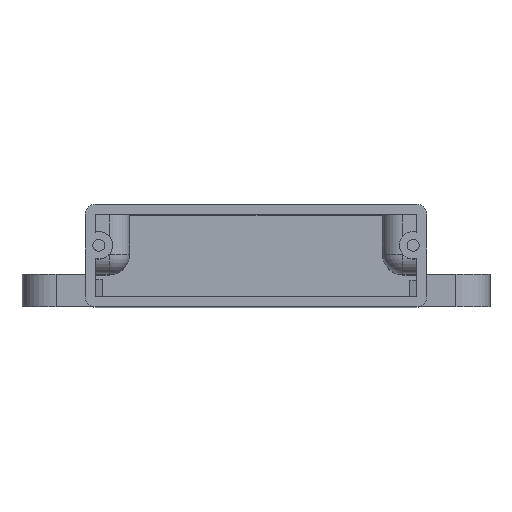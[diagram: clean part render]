
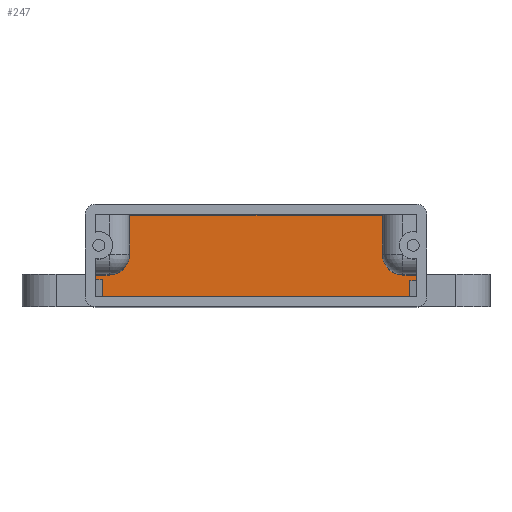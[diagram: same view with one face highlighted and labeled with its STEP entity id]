
A CAD part, top view. The second image highlights one B-rep face of the part: STEP entity #247.
In plain terms, the highlighted planar face has unit normal (0, 0, 1).
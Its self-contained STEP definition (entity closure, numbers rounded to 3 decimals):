
#16 = CARTESIAN_POINT ( 'NONE',  ( -3., 7.7, -117. ) ) ;
#34 = EDGE_CURVE ( 'NONE', #2574, #2197, #1095, .T. ) ;
#60 = CARTESIAN_POINT ( 'NONE',  ( -5., 3., -117. ) ) ;
#126 = CARTESIAN_POINT ( 'NONE',  ( -3., 7.7, -117. ) ) ;
#190 = VERTEX_POINT ( 'NONE', #3316 ) ;
#199 = EDGE_CURVE ( 'NONE', #1588, #3056, #2050, .T. ) ;
#219 = VECTOR ( 'NONE', #839, 1000. ) ;
#247 = ADVANCED_FACE ( 'NONE', ( #2417 ), #2016, .T. ) ;
#262 = DIRECTION ( 'NONE',  ( 0., 1., 0. ) ) ;
#295 = LINE ( 'NONE', #2905, #219 ) ;
#372 = EDGE_CURVE ( 'NONE', #1588, #3171, #1540, .T. ) ;
#379 = DIRECTION ( 'NONE',  ( -1., 0., 0. ) ) ;
#404 = CARTESIAN_POINT ( 'NONE',  ( -5., 7.7, -117. ) ) ;
#411 = DIRECTION ( 'NONE',  ( 0., 0., -1. ) ) ;
#472 = EDGE_CURVE ( 'NONE', #3056, #2782, #3201, .T. ) ;
#521 = CARTESIAN_POINT ( 'NONE',  ( -95., 8., -117. ) ) ;
#629 = VERTEX_POINT ( 'NONE', #2351 ) ;
#647 = VECTOR ( 'NONE', #2818, 1000. ) ;
#685 = EDGE_CURVE ( 'NONE', #2782, #2869, #2415, .T. ) ;
#694 = AXIS2_PLACEMENT_3D ( 'NONE', #1743, #2773, #961 ) ;
#725 = CARTESIAN_POINT ( 'NONE',  ( -3., 9.5, -117. ) ) ;
#772 = ORIENTED_EDGE ( 'NONE', *, *, #199, .F. ) ;
#796 = CIRCLE ( 'NONE', #1163, 6. ) ;
#832 = VERTEX_POINT ( 'NONE', #2927 ) ;
#839 = DIRECTION ( 'NONE',  ( 0., -1., 0. ) ) ;
#850 = VERTEX_POINT ( 'NONE', #1886 ) ;
#961 = DIRECTION ( 'NONE',  ( 1., 0., 0. ) ) ;
#968 = EDGE_LOOP ( 'NONE', ( #2799, #2989, #1527, #772, #2039, #1246, #2092, #1665, #1782, #1080, #3109, #1175, #2932, #2468 ) ) ;
#1041 = EDGE_CURVE ( 'NONE', #629, #1281, #2031, .T. ) ;
#1080 = ORIENTED_EDGE ( 'NONE', *, *, #1041, .T. ) ;
#1095 = LINE ( 'NONE', #2328, #2404 ) ;
#1139 = EDGE_CURVE ( 'NONE', #3136, #190, #1688, .T. ) ;
#1145 = EDGE_CURVE ( 'NONE', #850, #3171, #295, .T. ) ;
#1163 = AXIS2_PLACEMENT_3D ( 'NONE', #1174, #2993, #1439 ) ;
#1174 = CARTESIAN_POINT ( 'NONE',  ( -93., 15.5, -117. ) ) ;
#1175 = ORIENTED_EDGE ( 'NONE', *, *, #34, .F. ) ;
#1190 = VECTOR ( 'NONE', #262, 1000. ) ;
#1227 = CARTESIAN_POINT ( 'NONE',  ( -5., 3., -117. ) ) ;
#1246 = ORIENTED_EDGE ( 'NONE', *, *, #1145, .F. ) ;
#1250 = EDGE_CURVE ( 'NONE', #2869, #2435, #1984, .T. ) ;
#1262 = CARTESIAN_POINT ( 'NONE',  ( -97., 9.5, -117. ) ) ;
#1281 = VERTEX_POINT ( 'NONE', #1262 ) ;
#1314 = EDGE_CURVE ( 'NONE', #832, #2574, #1727, .T. ) ;
#1439 = DIRECTION ( 'NONE',  ( 1., 0., 0. ) ) ;
#1481 = CARTESIAN_POINT ( 'NONE',  ( -3., 30., -117. ) ) ;
#1527 = ORIENTED_EDGE ( 'NONE', *, *, #472, .F. ) ;
#1540 = CIRCLE ( 'NONE', #2615, 6. ) ;
#1588 = VERTEX_POINT ( 'NONE', #1774 ) ;
#1606 = VECTOR ( 'NONE', #1612, 1000. ) ;
#1612 = DIRECTION ( 'NONE',  ( 0., -1., 0. ) ) ;
#1621 = CARTESIAN_POINT ( 'NONE',  ( -87., 0., -117. ) ) ;
#1631 = DIRECTION ( 'NONE',  ( 0., -1., 0. ) ) ;
#1665 = ORIENTED_EDGE ( 'NONE', *, *, #1139, .T. ) ;
#1667 = CARTESIAN_POINT ( 'NONE',  ( 0., 9.5, -117. ) ) ;
#1688 = LINE ( 'NONE', #1621, #1606 ) ;
#1702 = VECTOR ( 'NONE', #2380, 1000. ) ;
#1727 = LINE ( 'NONE', #2055, #1190 ) ;
#1743 = CARTESIAN_POINT ( 'NONE',  ( 0., 30., -117. ) ) ;
#1774 = CARTESIAN_POINT ( 'NONE',  ( -7., 9.5, -117. ) ) ;
#1782 = ORIENTED_EDGE ( 'NONE', *, *, #2814, .F. ) ;
#1886 = CARTESIAN_POINT ( 'NONE',  ( -13., 27., -117. ) ) ;
#1903 = VECTOR ( 'NONE', #1631, 1000. ) ;
#1961 = CARTESIAN_POINT ( 'NONE',  ( 0., 27., -117. ) ) ;
#1984 = LINE ( 'NONE', #60, #1903 ) ;
#2001 = DIRECTION ( 'NONE',  ( 1., 0., 0. ) ) ;
#2016 = PLANE ( 'NONE',  #694 ) ;
#2031 = LINE ( 'NONE', #1667, #3222 ) ;
#2039 = ORIENTED_EDGE ( 'NONE', *, *, #372, .T. ) ;
#2050 = LINE ( 'NONE', #2051, #647 ) ;
#2051 = CARTESIAN_POINT ( 'NONE',  ( 0., 9.5, -117. ) ) ;
#2055 = CARTESIAN_POINT ( 'NONE',  ( -95., 3., -117. ) ) ;
#2058 = CARTESIAN_POINT ( 'NONE',  ( -97., 30., -117. ) ) ;
#2092 = ORIENTED_EDGE ( 'NONE', *, *, #2269, .T. ) ;
#2197 = VERTEX_POINT ( 'NONE', #2664 ) ;
#2199 = VECTOR ( 'NONE', #3019, 1000. ) ;
#2265 = CARTESIAN_POINT ( 'NONE',  ( -7., 15.5, -117. ) ) ;
#2269 = EDGE_CURVE ( 'NONE', #850, #3136, #2518, .T. ) ;
#2328 = CARTESIAN_POINT ( 'NONE',  ( -97., 8., -117. ) ) ;
#2350 = CARTESIAN_POINT ( 'NONE',  ( -13., 15.5, -117. ) ) ;
#2351 = CARTESIAN_POINT ( 'NONE',  ( -93., 9.5, -117. ) ) ;
#2376 = EDGE_CURVE ( 'NONE', #2435, #832, #2866, .T. ) ;
#2380 = DIRECTION ( 'NONE',  ( -1., 0., 0. ) ) ;
#2404 = VECTOR ( 'NONE', #2613, 1000. ) ;
#2415 = LINE ( 'NONE', #16, #1702 ) ;
#2417 = FACE_OUTER_BOUND ( 'NONE', #968, .T. ) ;
#2435 = VERTEX_POINT ( 'NONE', #1227 ) ;
#2453 = VECTOR ( 'NONE', #379, 1000. ) ;
#2468 = ORIENTED_EDGE ( 'NONE', *, *, #2376, .F. ) ;
#2518 = LINE ( 'NONE', #1961, #2453 ) ;
#2560 = DIRECTION ( 'NONE',  ( 0., -1., 0. ) ) ;
#2574 = VERTEX_POINT ( 'NONE', #521 ) ;
#2613 = DIRECTION ( 'NONE',  ( -1., 0., 0. ) ) ;
#2615 = AXIS2_PLACEMENT_3D ( 'NONE', #2265, #411, #2001 ) ;
#2619 = LINE ( 'NONE', #2058, #3214 ) ;
#2664 = CARTESIAN_POINT ( 'NONE',  ( -97., 8., -117. ) ) ;
#2765 = CARTESIAN_POINT ( 'NONE',  ( 0., 3., -117. ) ) ;
#2773 = DIRECTION ( 'NONE',  ( 0., 0., 1. ) ) ;
#2782 = VERTEX_POINT ( 'NONE', #126 ) ;
#2794 = DIRECTION ( 'NONE',  ( 0., -1., 0. ) ) ;
#2799 = ORIENTED_EDGE ( 'NONE', *, *, #1250, .F. ) ;
#2814 = EDGE_CURVE ( 'NONE', #629, #190, #796, .T. ) ;
#2818 = DIRECTION ( 'NONE',  ( 1., 0., 0. ) ) ;
#2866 = LINE ( 'NONE', #2765, #2199 ) ;
#2869 = VERTEX_POINT ( 'NONE', #404 ) ;
#2905 = CARTESIAN_POINT ( 'NONE',  ( -13., 30., -117. ) ) ;
#2927 = CARTESIAN_POINT ( 'NONE',  ( -95., 3., -117. ) ) ;
#2932 = ORIENTED_EDGE ( 'NONE', *, *, #1314, .F. ) ;
#2962 = DIRECTION ( 'NONE',  ( -1., 0., 0. ) ) ;
#2989 = ORIENTED_EDGE ( 'NONE', *, *, #685, .F. ) ;
#2993 = DIRECTION ( 'NONE',  ( 0., 0., 1. ) ) ;
#3019 = DIRECTION ( 'NONE',  ( -1., 0., 0. ) ) ;
#3056 = VERTEX_POINT ( 'NONE', #725 ) ;
#3067 = CARTESIAN_POINT ( 'NONE',  ( -87., 27., -117. ) ) ;
#3109 = ORIENTED_EDGE ( 'NONE', *, *, #3116, .T. ) ;
#3116 = EDGE_CURVE ( 'NONE', #1281, #2197, #2619, .T. ) ;
#3122 = VECTOR ( 'NONE', #2794, 1000. ) ;
#3136 = VERTEX_POINT ( 'NONE', #3067 ) ;
#3171 = VERTEX_POINT ( 'NONE', #2350 ) ;
#3201 = LINE ( 'NONE', #1481, #3122 ) ;
#3214 = VECTOR ( 'NONE', #2560, 1000. ) ;
#3222 = VECTOR ( 'NONE', #2962, 1000. ) ;
#3316 = CARTESIAN_POINT ( 'NONE',  ( -87., 15.5, -117. ) ) ;
